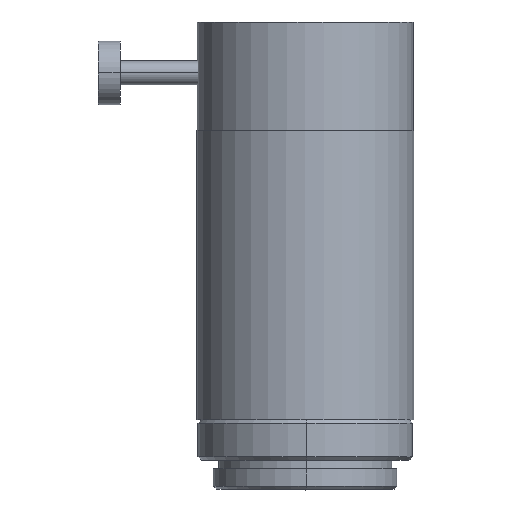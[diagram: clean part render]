
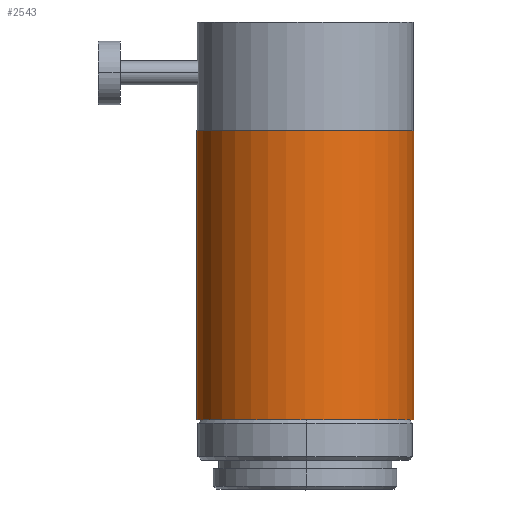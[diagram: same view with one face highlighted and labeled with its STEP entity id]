
A CAD part, left-side view. The second image highlights one B-rep face of the part: STEP entity #2543.
In plain terms, the highlighted cylindrical face has radius 15 mm (diameter 30 mm), a partial arc.
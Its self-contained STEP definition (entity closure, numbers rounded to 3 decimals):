
#70 = EDGE_LOOP ( 'NONE', ( #1645, #1490, #1863, #1703 ) ) ;
#131 = VERTEX_POINT ( 'NONE', #1319 ) ;
#150 = VERTEX_POINT ( 'NONE', #1643 ) ;
#232 = VERTEX_POINT ( 'NONE', #1817 ) ;
#316 = VERTEX_POINT ( 'NONE', #1713 ) ;
#616 = AXIS2_PLACEMENT_3D ( 'NONE', #2288, #2286, #2425 ) ;
#660 = VECTOR ( 'NONE', #1813, 1000. ) ;
#666 = CIRCLE ( 'NONE', #875, 15. ) ;
#762 = VECTOR ( 'NONE', #1367, 1000. ) ;
#803 = AXIS2_PLACEMENT_3D ( 'NONE', #2077, #2040, #2013 ) ;
#843 = CIRCLE ( 'NONE', #803, 15. ) ;
#875 = AXIS2_PLACEMENT_3D ( 'NONE', #1476, #1530, #1906 ) ;
#1319 = CARTESIAN_POINT ( 'NONE',  ( 0., 15., -40. ) ) ;
#1367 = DIRECTION ( 'NONE',  ( 0., 0., -1. ) ) ;
#1476 = CARTESIAN_POINT ( 'NONE',  ( 0., 0., -40. ) ) ;
#1490 = ORIENTED_EDGE ( 'NONE', *, *, #2516, .T. ) ;
#1530 = DIRECTION ( 'NONE',  ( 0., 0., -1. ) ) ;
#1566 = CARTESIAN_POINT ( 'NONE',  ( 0., -15., 0. ) ) ;
#1643 = CARTESIAN_POINT ( 'NONE',  ( 0., -15., 0. ) ) ;
#1645 = ORIENTED_EDGE ( 'NONE', *, *, #2387, .F. ) ;
#1676 = CARTESIAN_POINT ( 'NONE',  ( 0., 15., 0. ) ) ;
#1703 = ORIENTED_EDGE ( 'NONE', *, *, #2246, .F. ) ;
#1713 = CARTESIAN_POINT ( 'NONE',  ( 0., 15., 0. ) ) ;
#1774 = LINE ( 'NONE', #1676, #762 ) ;
#1813 = DIRECTION ( 'NONE',  ( 0., 0., -1. ) ) ;
#1817 = CARTESIAN_POINT ( 'NONE',  ( 0., -15., -40. ) ) ;
#1833 = LINE ( 'NONE', #1566, #660 ) ;
#1863 = ORIENTED_EDGE ( 'NONE', *, *, #2361, .T. ) ;
#1906 = DIRECTION ( 'NONE',  ( 0., 1., 0. ) ) ;
#2013 = DIRECTION ( 'NONE',  ( 0., 1., 0. ) ) ;
#2040 = DIRECTION ( 'NONE',  ( 0., 0., -1. ) ) ;
#2077 = CARTESIAN_POINT ( 'NONE',  ( 0., 0., 0. ) ) ;
#2083 = FACE_OUTER_BOUND ( 'NONE', #70, .T. ) ;
#2246 = EDGE_CURVE ( 'NONE', #232, #131, #666, .T. ) ;
#2286 = DIRECTION ( 'NONE',  ( 0., 0., -1. ) ) ;
#2288 = CARTESIAN_POINT ( 'NONE',  ( 0., 0., 0. ) ) ;
#2312 = CYLINDRICAL_SURFACE ( 'NONE', #616, 15. ) ;
#2361 = EDGE_CURVE ( 'NONE', #316, #131, #1774, .T. ) ;
#2387 = EDGE_CURVE ( 'NONE', #150, #232, #1833, .T. ) ;
#2425 = DIRECTION ( 'NONE',  ( 0., 1., 0. ) ) ;
#2516 = EDGE_CURVE ( 'NONE', #150, #316, #843, .T. ) ;
#2543 = ADVANCED_FACE ( 'NONE', ( #2083 ), #2312, .T. ) ;
